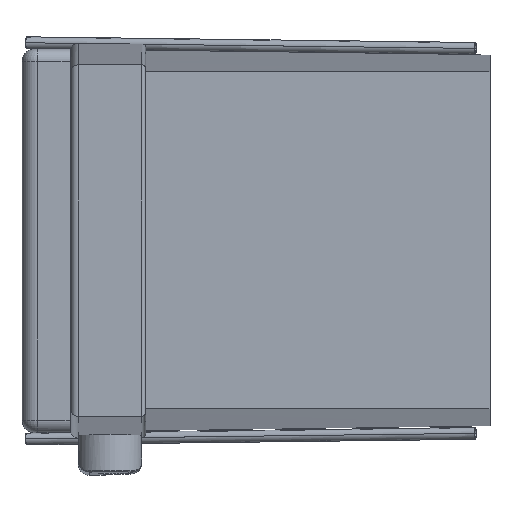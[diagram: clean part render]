
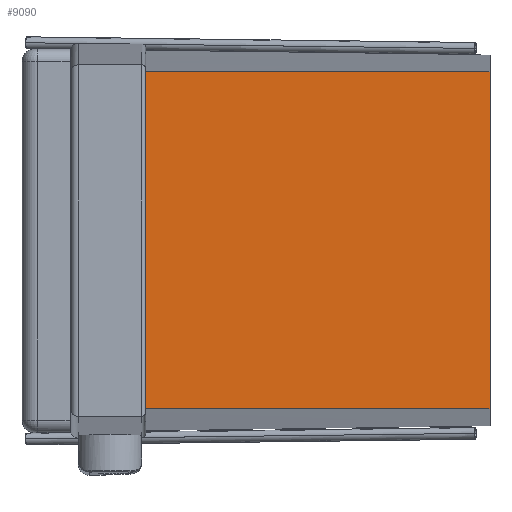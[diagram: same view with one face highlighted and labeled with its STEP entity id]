
A CAD part, left-side view. The second image highlights one B-rep face of the part: STEP entity #9090.
In plain terms, the highlighted planar face has unit normal (-1, 0, 0).
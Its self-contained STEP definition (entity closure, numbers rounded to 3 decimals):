
#194 = CARTESIAN_POINT ( 'NONE',  ( -469.088, 244.714, -74.413 ) ) ;
#649 = ORIENTED_EDGE ( 'NONE', *, *, #6443, .T. ) ;
#1235 = EDGE_CURVE ( 'NONE', #6225, #9208, #4965, .T. ) ;
#1386 = CARTESIAN_POINT ( 'NONE',  ( -469.088, 519.714, -224.413 ) ) ;
#2360 = CARTESIAN_POINT ( 'NONE',  ( -469.088, 244.714, -224.413 ) ) ;
#2516 = ORIENTED_EDGE ( 'NONE', *, *, #3367, .F. ) ;
#2587 = CARTESIAN_POINT ( 'NONE',  ( -469.088, 244.714, 225.587 ) ) ;
#2843 = DIRECTION ( 'NONE',  ( 0., 1., 0. ) ) ;
#2882 = B_SPLINE_CURVE_WITH_KNOTS ( 'NONE', 3,
 ( #2360, #194, #5355, #7019 ),
 .UNSPECIFIED., .F., .F.,
 ( 4, 4 ),
 ( 0., 1. ),
 .UNSPECIFIED. ) ;
#3143 = ORIENTED_EDGE ( 'NONE', *, *, #6809, .F. ) ;
#3367 = EDGE_CURVE ( 'NONE', #3906, #4507, #3469, .T. ) ;
#3469 = LINE ( 'NONE', #5161, #8592 ) ;
#3906 = VERTEX_POINT ( 'NONE', #8550 ) ;
#4117 = DIRECTION ( 'NONE',  ( 0., 0., -1. ) ) ;
#4370 = EDGE_LOOP ( 'NONE', ( #3143, #6328, #649, #2516 ) ) ;
#4507 = VERTEX_POINT ( 'NONE', #2587 ) ;
#4965 = LINE ( 'NONE', #1386, #6007 ) ;
#4996 = FACE_OUTER_BOUND ( 'NONE', #4370, .T. ) ;
#5161 = CARTESIAN_POINT ( 'NONE',  ( -469.088, 519.714, 225.587 ) ) ;
#5355 = CARTESIAN_POINT ( 'NONE',  ( -469.088, 244.714, 75.587 ) ) ;
#6007 = VECTOR ( 'NONE', #2843, 1000. ) ;
#6225 = VERTEX_POINT ( 'NONE', #6463 ) ;
#6328 = ORIENTED_EDGE ( 'NONE', *, *, #1235, .F. ) ;
#6387 = DIRECTION ( 'NONE',  ( 1., 0., 0. ) ) ;
#6443 = EDGE_CURVE ( 'NONE', #6225, #4507, #2882, .T. ) ;
#6463 = CARTESIAN_POINT ( 'NONE',  ( -469.088, 244.714, -224.413 ) ) ;
#6806 = DIRECTION ( 'NONE',  ( 0., 0., 1. ) ) ;
#6809 = EDGE_CURVE ( 'NONE', #9208, #3906, #9510, .T. ) ;
#7019 = CARTESIAN_POINT ( 'NONE',  ( -469.088, 244.714, 225.587 ) ) ;
#7127 = AXIS2_PLACEMENT_3D ( 'NONE', #8559, #6387, #4117 ) ;
#7167 = VECTOR ( 'NONE', #6806, 1000. ) ;
#8550 = CARTESIAN_POINT ( 'NONE',  ( -469.088, 704.714, 225.587 ) ) ;
#8559 = CARTESIAN_POINT ( 'NONE',  ( -469.088, 244.714, 0.587 ) ) ;
#8592 = VECTOR ( 'NONE', #9339, 1000. ) ;
#8796 = CARTESIAN_POINT ( 'NONE',  ( -469.088, 704.714, 0.587 ) ) ;
#8931 = CARTESIAN_POINT ( 'NONE',  ( -469.088, 704.714, -224.413 ) ) ;
#9090 = ADVANCED_FACE ( 'NONE', ( #4996 ), #9367, .F. ) ;
#9208 = VERTEX_POINT ( 'NONE', #8931 ) ;
#9339 = DIRECTION ( 'NONE',  ( 0., -1., 0. ) ) ;
#9367 = PLANE ( 'NONE',  #7127 ) ;
#9510 = LINE ( 'NONE', #8796, #7167 ) ;
